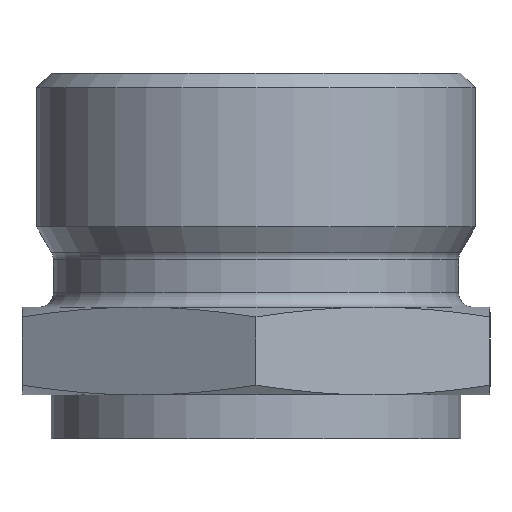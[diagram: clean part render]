
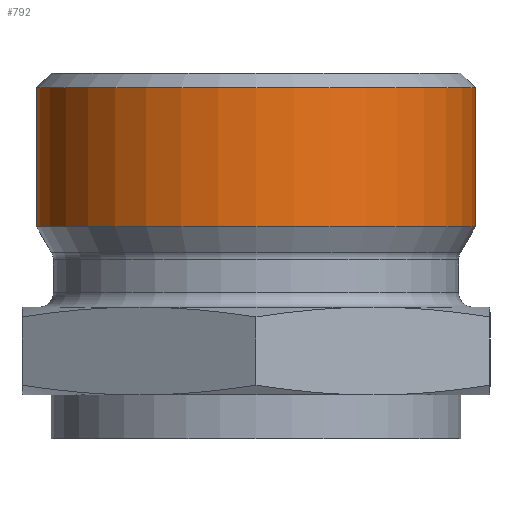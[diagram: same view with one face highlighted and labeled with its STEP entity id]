
A CAD part, front view. The second image highlights one B-rep face of the part: STEP entity #792.
In plain terms, the highlighted cylindrical face has radius 15 mm (diameter 30 mm), a full revolution.
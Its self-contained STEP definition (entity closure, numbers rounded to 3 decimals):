
#750=CARTESIAN_POINT('',(15.0,0.,24.0));
#751=VERTEX_POINT('',#750);
#752=CARTESIAN_POINT('',(0.0,0.0,24.0));
#753=DIRECTION('',(0.0,0.0,1.0));
#754=DIRECTION('',(-1.0,0.0,0.0));
#755=AXIS2_PLACEMENT_3D('',#752,#753,#754);
#756=CIRCLE('',#755,15.0);
#757=EDGE_CURVE('',#751,#751,#756,.T.);
#773=CARTESIAN_POINT('',(0.0,0.0,25.0));
#774=DIRECTION('',(0.0,0.0,-1.0));
#775=DIRECTION('',(-1.0,0.0,0.0));
#776=AXIS2_PLACEMENT_3D('',#773,#774,#775);
#777=CYLINDRICAL_SURFACE('',#776,15.0);
#778=CARTESIAN_POINT('',(0.,15.0,14.492));
#779=VERTEX_POINT('',#778);
#780=CARTESIAN_POINT('',(0.0,0.0,14.492));
#781=DIRECTION('',(0.0,0.0,1.0));
#782=DIRECTION('',(-1.0,0.0,0.0));
#783=AXIS2_PLACEMENT_3D('',#780,#781,#782);
#784=CIRCLE('',#783,15.0);
#785=EDGE_CURVE('',#779,#779,#784,.T.);
#786=ORIENTED_EDGE('',*,*,#785,.T.);
#787=EDGE_LOOP('',(#786));
#788=FACE_OUTER_BOUND('',#787,.T.);
#789=ORIENTED_EDGE('',*,*,#757,.F.);
#790=EDGE_LOOP('',(#789));
#791=FACE_BOUND('',#790,.T.);
#792=ADVANCED_FACE('',(#788,#791),#777,.T.);
